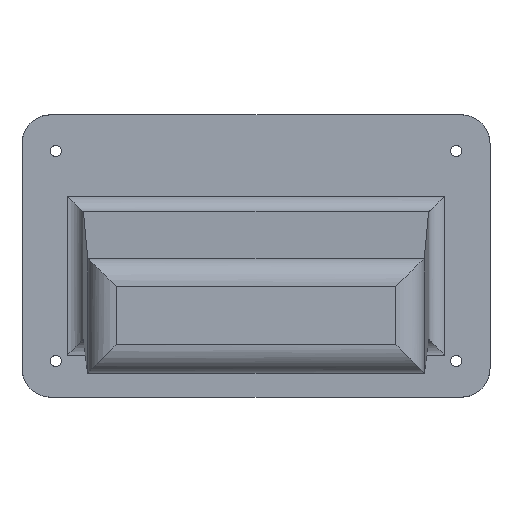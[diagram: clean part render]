
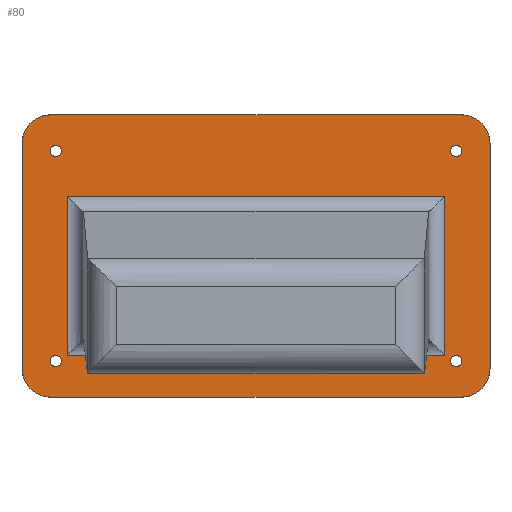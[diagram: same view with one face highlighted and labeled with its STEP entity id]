
A CAD part, front view. The second image highlights one B-rep face of the part: STEP entity #80.
In plain terms, the highlighted planar face has unit normal (0, -1, 0).
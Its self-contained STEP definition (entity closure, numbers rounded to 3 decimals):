
#80 = ADVANCED_FACE( '', ( #192, #193, #194, #195, #196, #197 ), #198, .F. );
#192 = FACE_BOUND( '', #349, .T. );
#193 = FACE_BOUND( '', #350, .T. );
#194 = FACE_BOUND( '', #351, .T. );
#195 = FACE_BOUND( '', #352, .T. );
#196 = FACE_OUTER_BOUND( '', #353, .T. );
#197 = FACE_BOUND( '', #354, .T. );
#198 = PLANE( '', #355 );
#349 = EDGE_LOOP( '', ( #538 ) );
#350 = EDGE_LOOP( '', ( #539 ) );
#351 = EDGE_LOOP( '', ( #540 ) );
#352 = EDGE_LOOP( '', ( #541 ) );
#353 = EDGE_LOOP( '', ( #542, #543, #544, #545, #546, #547, #548, #549 ) );
#354 = EDGE_LOOP( '', ( #550, #551, #552, #553 ) );
#355 = AXIS2_PLACEMENT_3D( '', #554, #555, #556 );
#538 = ORIENTED_EDGE( '', *, *, #909, .T. );
#539 = ORIENTED_EDGE( '', *, *, #910, .T. );
#540 = ORIENTED_EDGE( '', *, *, #911, .F. );
#541 = ORIENTED_EDGE( '', *, *, #882, .F. );
#542 = ORIENTED_EDGE( '', *, *, #912, .T. );
#543 = ORIENTED_EDGE( '', *, *, #913, .F. );
#544 = ORIENTED_EDGE( '', *, *, #914, .F. );
#545 = ORIENTED_EDGE( '', *, *, #915, .F. );
#546 = ORIENTED_EDGE( '', *, *, #916, .F. );
#547 = ORIENTED_EDGE( '', *, *, #917, .F. );
#548 = ORIENTED_EDGE( '', *, *, #918, .T. );
#549 = ORIENTED_EDGE( '', *, *, #919, .F. );
#550 = ORIENTED_EDGE( '', *, *, #920, .F. );
#551 = ORIENTED_EDGE( '', *, *, #921, .T. );
#552 = ORIENTED_EDGE( '', *, *, #922, .T. );
#553 = ORIENTED_EDGE( '', *, *, #923, .F. );
#554 = CARTESIAN_POINT( '', ( 52.8, 0., 50. ) );
#555 = DIRECTION( '', ( 0., 1., 0. ) );
#556 = DIRECTION( '', ( 0., 0., 1. ) );
#882 = EDGE_CURVE( '', #1042, #1042, #1043, .T. );
#909 = EDGE_CURVE( '', #1089, #1089, #1090, .T. );
#910 = EDGE_CURVE( '', #1091, #1091, #1092, .T. );
#911 = EDGE_CURVE( '', #1093, #1093, #1094, .T. );
#912 = EDGE_CURVE( '', #1095, #1096, #1097, .T. );
#913 = EDGE_CURVE( '', #1098, #1096, #1099, .T. );
#914 = EDGE_CURVE( '', #1100, #1098, #1101, .T. );
#915 = EDGE_CURVE( '', #1102, #1100, #1103, .T. );
#916 = EDGE_CURVE( '', #1104, #1102, #1105, .T. );
#917 = EDGE_CURVE( '', #1106, #1104, #1107, .T. );
#918 = EDGE_CURVE( '', #1106, #1108, #1109, .T. );
#919 = EDGE_CURVE( '', #1095, #1108, #1110, .T. );
#920 = EDGE_CURVE( '', #1111, #1112, #1113, .T. );
#921 = EDGE_CURVE( '', #1111, #1114, #1115, .T. );
#922 = EDGE_CURVE( '', #1114, #1116, #1117, .T. );
#923 = EDGE_CURVE( '', #1112, #1116, #1118, .T. );
#1042 = VERTEX_POINT( '', #1274 );
#1043 = CIRCLE( '', #1275, 1.6 );
#1089 = VERTEX_POINT( '', #1330 );
#1090 = CIRCLE( '', #1331, 1.6 );
#1091 = VERTEX_POINT( '', #1332 );
#1092 = CIRCLE( '', #1333, 1.6 );
#1093 = VERTEX_POINT( '', #1334 );
#1094 = CIRCLE( '', #1335, 1.6 );
#1095 = VERTEX_POINT( '', #1336 );
#1096 = VERTEX_POINT( '', #1337 );
#1097 = LINE( '', #1338, #1339 );
#1098 = VERTEX_POINT( '', #1340 );
#1099 = CIRCLE( '', #1341, 8. );
#1100 = VERTEX_POINT( '', #1342 );
#1101 = LINE( '', #1343, #1344 );
#1102 = VERTEX_POINT( '', #1345 );
#1103 = CIRCLE( '', #1346, 8. );
#1104 = VERTEX_POINT( '', #1347 );
#1105 = LINE( '', #1348, #1349 );
#1106 = VERTEX_POINT( '', #1350 );
#1107 = CIRCLE( '', #1351, 8. );
#1108 = VERTEX_POINT( '', #1352 );
#1109 = LINE( '', #1353, #1354 );
#1110 = CIRCLE( '', #1355, 8. );
#1111 = VERTEX_POINT( '', #1356 );
#1112 = VERTEX_POINT( '', #1357 );
#1113 = LINE( '', #1358, #1359 );
#1114 = VERTEX_POINT( '', #1360 );
#1115 = LINE( '', #1361, #1362 );
#1116 = VERTEX_POINT( '', #1363 );
#1117 = LINE( '', #1364, #1365 );
#1118 = LINE( '', #1366, #1367 );
#1274 = CARTESIAN_POINT( '', ( 56., 0., -31. ) );
#1275 = AXIS2_PLACEMENT_3D( '', #1656, #1657, #1658 );
#1330 = CARTESIAN_POINT( '', ( -56., 0., 31. ) );
#1331 = AXIS2_PLACEMENT_3D( '', #1704, #1705, #1706 );
#1332 = CARTESIAN_POINT( '', ( 56., 0., 31. ) );
#1333 = AXIS2_PLACEMENT_3D( '', #1707, #1708, #1709 );
#1334 = CARTESIAN_POINT( '', ( -56., 0., -31. ) );
#1335 = AXIS2_PLACEMENT_3D( '', #1710, #1711, #1712 );
#1336 = CARTESIAN_POINT( '', ( -65.5, 0., 31.5 ) );
#1337 = CARTESIAN_POINT( '', ( -65.5, 0., -31.5 ) );
#1338 = CARTESIAN_POINT( '', ( -65.5, 0., 50. ) );
#1339 = VECTOR( '', #1713, 1000. );
#1340 = CARTESIAN_POINT( '', ( -57.5, 0., -39.5 ) );
#1341 = AXIS2_PLACEMENT_3D( '', #1714, #1715, #1716 );
#1342 = CARTESIAN_POINT( '', ( 57.5, 0., -39.5 ) );
#1343 = CARTESIAN_POINT( '', ( 70., 0., -39.5 ) );
#1344 = VECTOR( '', #1717, 1000. );
#1345 = CARTESIAN_POINT( '', ( 65.5, 0., -31.5 ) );
#1346 = AXIS2_PLACEMENT_3D( '', #1718, #1719, #1720 );
#1347 = CARTESIAN_POINT( '', ( 65.5, 0., 31.5 ) );
#1348 = CARTESIAN_POINT( '', ( 65.5, 0., 50. ) );
#1349 = VECTOR( '', #1721, 1000. );
#1350 = CARTESIAN_POINT( '', ( 57.5, 0., 39.5 ) );
#1351 = AXIS2_PLACEMENT_3D( '', #1722, #1723, #1724 );
#1352 = CARTESIAN_POINT( '', ( -57.5, 0., 39.5 ) );
#1353 = CARTESIAN_POINT( '', ( 70., 0., 39.5 ) );
#1354 = VECTOR( '', #1725, 1000. );
#1355 = AXIS2_PLACEMENT_3D( '', #1726, #1727, #1728 );
#1356 = CARTESIAN_POINT( '', ( 52.8, 0., 16.777 ) );
#1357 = CARTESIAN_POINT( '', ( -52.8, 0., 16.777 ) );
#1358 = CARTESIAN_POINT( '', ( 70., 0., 16.777 ) );
#1359 = VECTOR( '', #1729, 1000. );
#1360 = CARTESIAN_POINT( '', ( 52.8, 0., -27.767 ) );
#1361 = CARTESIAN_POINT( '', ( 52.8, 0., 50. ) );
#1362 = VECTOR( '', #1730, 1000. );
#1363 = CARTESIAN_POINT( '', ( -52.8, 0., -27.767 ) );
#1364 = CARTESIAN_POINT( '', ( 70., 0., -27.767 ) );
#1365 = VECTOR( '', #1731, 1000. );
#1366 = CARTESIAN_POINT( '', ( -52.8, 0., 50. ) );
#1367 = VECTOR( '', #1732, 1000. );
#1656 = CARTESIAN_POINT( '', ( 56., 0., -29.4 ) );
#1657 = DIRECTION( '', ( 0., -1., 0. ) );
#1658 = DIRECTION( '', ( 0., 0., -1. ) );
#1704 = CARTESIAN_POINT( '', ( -56., 0., 29.4 ) );
#1705 = DIRECTION( '', ( 0., 1., 0. ) );
#1706 = DIRECTION( '', ( 0., 0., 1. ) );
#1707 = CARTESIAN_POINT( '', ( 56., 0., 29.4 ) );
#1708 = DIRECTION( '', ( 0., 1., 0. ) );
#1709 = DIRECTION( '', ( 0., 0., 1. ) );
#1710 = CARTESIAN_POINT( '', ( -56., 0., -29.4 ) );
#1711 = DIRECTION( '', ( 0., -1., 0. ) );
#1712 = DIRECTION( '', ( 0., 0., -1. ) );
#1713 = DIRECTION( '', ( 0., 0., -1. ) );
#1714 = CARTESIAN_POINT( '', ( -57.5, 0., -31.5 ) );
#1715 = DIRECTION( '', ( 0., 1., 0. ) );
#1716 = DIRECTION( '', ( 1., 0., 0. ) );
#1717 = DIRECTION( '', ( -1., 0., 0. ) );
#1718 = CARTESIAN_POINT( '', ( 57.5, 0., -31.5 ) );
#1719 = DIRECTION( '', ( 0., 1., 0. ) );
#1720 = DIRECTION( '', ( 1., 0., 0. ) );
#1721 = DIRECTION( '', ( 0., 0., -1. ) );
#1722 = CARTESIAN_POINT( '', ( 57.5, 0., 31.5 ) );
#1723 = DIRECTION( '', ( 0., 1., 0. ) );
#1724 = DIRECTION( '', ( 1., 0., 0. ) );
#1725 = DIRECTION( '', ( -1., 0., 0. ) );
#1726 = CARTESIAN_POINT( '', ( -57.5, 0., 31.5 ) );
#1727 = DIRECTION( '', ( 0., 1., 0. ) );
#1728 = DIRECTION( '', ( 1., 0., 0. ) );
#1729 = DIRECTION( '', ( -1., 0., 0. ) );
#1730 = DIRECTION( '', ( 0., 0., -1. ) );
#1731 = DIRECTION( '', ( -1., 0., 0. ) );
#1732 = DIRECTION( '', ( 0., 0., -1. ) );
